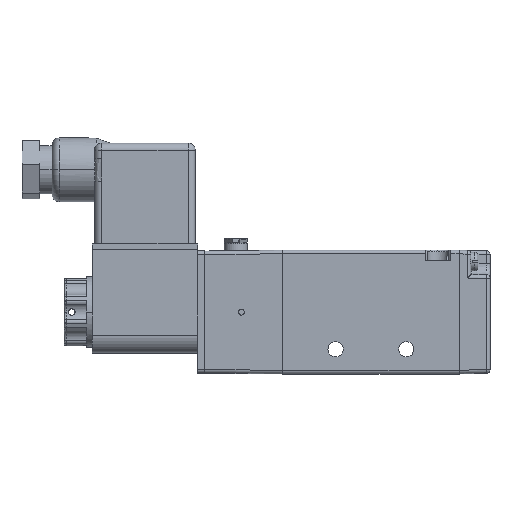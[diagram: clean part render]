
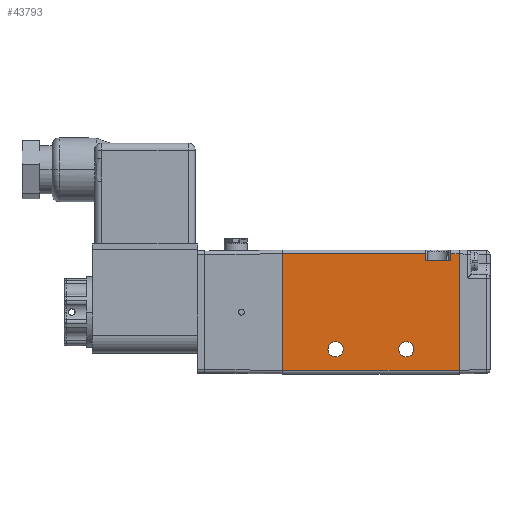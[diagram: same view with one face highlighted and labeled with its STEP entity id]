
A CAD part, top view. The second image highlights one B-rep face of the part: STEP entity #43793.
In plain terms, the highlighted planar face has unit normal (0, 0, 1).
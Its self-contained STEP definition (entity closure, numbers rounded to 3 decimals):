
#281 = AXIS2_PLACEMENT_3D ( 'NONE', #66540, #78959, #72046 ) ;
#1580 = EDGE_CURVE ( 'NONE', #28227, #57372, #51346, .T. ) ;
#2012 = CARTESIAN_POINT ( 'NONE',  ( 15., -10.5, 11. ) ) ;
#2268 = AXIS2_PLACEMENT_3D ( 'NONE', #79187, #39589, #13647 ) ;
#2804 = EDGE_LOOP ( 'NONE', ( #81941, #68183 ) ) ;
#3640 = EDGE_CURVE ( 'NONE', #55360, #35063, #15986, .T. ) ;
#4112 = FACE_OUTER_BOUND ( 'NONE', #53879, .T. ) ;
#4803 = CARTESIAN_POINT ( 'NONE',  ( 50., -16.5, 11. ) ) ;
#4918 = VECTOR ( 'NONE', #30074, 1000. ) ;
#5416 = CARTESIAN_POINT ( 'NONE',  ( 12.85, -10.5, 11. ) ) ;
#6004 = ORIENTED_EDGE ( 'NONE', *, *, #24805, .T. ) ;
#7279 = ORIENTED_EDGE ( 'NONE', *, *, #1580, .T. ) ;
#7919 = LINE ( 'NONE', #28020, #58550 ) ;
#10062 = CARTESIAN_POINT ( 'NONE',  ( 37.15, -10.5, 11. ) ) ;
#11394 = DIRECTION ( 'NONE',  ( 0., -1., 0. ) ) ;
#12361 = VERTEX_POINT ( 'NONE', #10062 ) ;
#12755 = LINE ( 'NONE', #50882, #59204 ) ;
#13428 = EDGE_CURVE ( 'NONE', #30126, #58926, #82230, .T. ) ;
#13430 = EDGE_LOOP ( 'NONE', ( #6004, #44031 ) ) ;
#13647 = DIRECTION ( 'NONE',  ( -1., 0., 0. ) ) ;
#13676 = DIRECTION ( 'NONE',  ( 0., 0., -1. ) ) ;
#14489 = CARTESIAN_POINT ( 'NONE',  ( 17.15, -10.5, 11. ) ) ;
#15055 = DIRECTION ( 'NONE',  ( -1., 0., 0. ) ) ;
#15185 = CARTESIAN_POINT ( 'NONE',  ( 47.5, 16.5, 11. ) ) ;
#15986 = CIRCLE ( 'NONE', #18121, 2.15 ) ;
#17256 = DIRECTION ( 'NONE',  ( 0., 1., 0. ) ) ;
#18121 = AXIS2_PLACEMENT_3D ( 'NONE', #2012, #35381, #47807 ) ;
#18701 = AXIS2_PLACEMENT_3D ( 'NONE', #59312, #13676, #65679 ) ;
#20790 = CARTESIAN_POINT ( 'NONE',  ( 35., -10.5, 11. ) ) ;
#20897 = CARTESIAN_POINT ( 'NONE',  ( 47.5, 14.5, 11. ) ) ;
#22271 = ORIENTED_EDGE ( 'NONE', *, *, #13428, .T. ) ;
#22390 = CIRCLE ( 'NONE', #38725, 2.15 ) ;
#23344 = CIRCLE ( 'NONE', #281, 2.15 ) ;
#24117 = VERTEX_POINT ( 'NONE', #77991 ) ;
#24805 = EDGE_CURVE ( 'NONE', #54144, #12361, #22390, .T. ) ;
#25768 = CARTESIAN_POINT ( 'NONE',  ( 0., -16.5, 11. ) ) ;
#28020 = CARTESIAN_POINT ( 'NONE',  ( 50., -16.5, 11. ) ) ;
#28227 = VERTEX_POINT ( 'NONE', #15185 ) ;
#30074 = DIRECTION ( 'NONE',  ( 0., -1., 0. ) ) ;
#30126 = VERTEX_POINT ( 'NONE', #69984 ) ;
#31085 = CARTESIAN_POINT ( 'NONE',  ( 40.5, -16.5, 11. ) ) ;
#31814 = CARTESIAN_POINT ( 'NONE',  ( 50., 16.5, 11. ) ) ;
#32938 = DIRECTION ( 'NONE',  ( -1., 0., 0. ) ) ;
#33147 = DIRECTION ( 'NONE',  ( 1., 0., 0. ) ) ;
#33716 = EDGE_CURVE ( 'NONE', #24117, #28227, #64132, .T. ) ;
#35063 = VERTEX_POINT ( 'NONE', #14489 ) ;
#35381 = DIRECTION ( 'NONE',  ( 0., 0., -1. ) ) ;
#38725 = AXIS2_PLACEMENT_3D ( 'NONE', #20790, #53432, #80594 ) ;
#39153 = FACE_BOUND ( 'NONE', #13430, .T. ) ;
#39589 = DIRECTION ( 'NONE',  ( 0., 0., -1. ) ) ;
#40871 = DIRECTION ( 'NONE',  ( 0., -1., 0. ) ) ;
#41245 = FACE_BOUND ( 'NONE', #2804, .T. ) ;
#43446 = LINE ( 'NONE', #60040, #63132 ) ;
#43681 = VERTEX_POINT ( 'NONE', #25768 ) ;
#43793 = ADVANCED_FACE ( 'NONE', ( #41245, #39153, #4112 ), #65930, .F. ) ;
#44031 = ORIENTED_EDGE ( 'NONE', *, *, #60244, .T. ) ;
#45441 = VECTOR ( 'NONE', #32938, 1000. ) ;
#46887 = EDGE_CURVE ( 'NONE', #35063, #55360, #23344, .T. ) ;
#47568 = ORIENTED_EDGE ( 'NONE', *, *, #68751, .F. ) ;
#47807 = DIRECTION ( 'NONE',  ( -1., 0., 0. ) ) ;
#49438 = CARTESIAN_POINT ( 'NONE',  ( 50., 16.5, 11. ) ) ;
#50882 = CARTESIAN_POINT ( 'NONE',  ( 50., -16.5, 11. ) ) ;
#51346 = LINE ( 'NONE', #69705, #4918 ) ;
#53105 = CARTESIAN_POINT ( 'NONE',  ( 40.5, 16.5, 11. ) ) ;
#53432 = DIRECTION ( 'NONE',  ( 0., 0., -1. ) ) ;
#53879 = EDGE_LOOP ( 'NONE', ( #61877, #7279, #59669, #22271, #82622, #54215, #64046, #47568 ) ) ;
#54144 = VERTEX_POINT ( 'NONE', #79339 ) ;
#54215 = ORIENTED_EDGE ( 'NONE', *, *, #59707, .T. ) ;
#55360 = VERTEX_POINT ( 'NONE', #5416 ) ;
#56782 = VECTOR ( 'NONE', #68828, 1000. ) ;
#57100 = CIRCLE ( 'NONE', #18701, 2.15 ) ;
#57372 = VERTEX_POINT ( 'NONE', #20897 ) ;
#57659 = VERTEX_POINT ( 'NONE', #70570 ) ;
#58550 = VECTOR ( 'NONE', #15055, 1000. ) ;
#58926 = VERTEX_POINT ( 'NONE', #53105 ) ;
#59204 = VECTOR ( 'NONE', #11394, 1000. ) ;
#59312 = CARTESIAN_POINT ( 'NONE',  ( 35., -10.5, 11. ) ) ;
#59669 = ORIENTED_EDGE ( 'NONE', *, *, #81577, .F. ) ;
#59707 = EDGE_CURVE ( 'NONE', #57659, #43681, #75364, .T. ) ;
#60040 = CARTESIAN_POINT ( 'NONE',  ( 50., 14.5, 11. ) ) ;
#60244 = EDGE_CURVE ( 'NONE', #12361, #54144, #57100, .T. ) ;
#61877 = ORIENTED_EDGE ( 'NONE', *, *, #33716, .T. ) ;
#62628 = VECTOR ( 'NONE', #17256, 1000. ) ;
#63060 = LINE ( 'NONE', #31814, #45441 ) ;
#63132 = VECTOR ( 'NONE', #33147, 1000. ) ;
#64046 = ORIENTED_EDGE ( 'NONE', *, *, #74592, .F. ) ;
#64132 = LINE ( 'NONE', #49438, #56782 ) ;
#65679 = DIRECTION ( 'NONE',  ( -1., 0., 0. ) ) ;
#65930 = PLANE ( 'NONE',  #2268 ) ;
#66540 = CARTESIAN_POINT ( 'NONE',  ( 15., -10.5, 11. ) ) ;
#67750 = CARTESIAN_POINT ( 'NONE',  ( 0., -16.5, 11. ) ) ;
#68183 = ORIENTED_EDGE ( 'NONE', *, *, #46887, .T. ) ;
#68751 = EDGE_CURVE ( 'NONE', #24117, #79809, #12755, .T. ) ;
#68828 = DIRECTION ( 'NONE',  ( -1., 0., 0. ) ) ;
#69705 = CARTESIAN_POINT ( 'NONE',  ( 47.5, -16.5, 11. ) ) ;
#69984 = CARTESIAN_POINT ( 'NONE',  ( 40.5, 14.5, 11. ) ) ;
#70570 = CARTESIAN_POINT ( 'NONE',  ( 0., 16.5, 11. ) ) ;
#72046 = DIRECTION ( 'NONE',  ( -1., 0., 0. ) ) ;
#74592 = EDGE_CURVE ( 'NONE', #79809, #43681, #7919, .T. ) ;
#75364 = LINE ( 'NONE', #67750, #77433 ) ;
#77433 = VECTOR ( 'NONE', #40871, 1000. ) ;
#77991 = CARTESIAN_POINT ( 'NONE',  ( 50., 16.5, 11. ) ) ;
#78959 = DIRECTION ( 'NONE',  ( 0., 0., -1. ) ) ;
#79187 = CARTESIAN_POINT ( 'NONE',  ( 50., -16.5, 11. ) ) ;
#79339 = CARTESIAN_POINT ( 'NONE',  ( 32.85, -10.5, 11. ) ) ;
#79809 = VERTEX_POINT ( 'NONE', #4803 ) ;
#80594 = DIRECTION ( 'NONE',  ( -1., 0., 0. ) ) ;
#81577 = EDGE_CURVE ( 'NONE', #30126, #57372, #43446, .T. ) ;
#81941 = ORIENTED_EDGE ( 'NONE', *, *, #3640, .T. ) ;
#82230 = LINE ( 'NONE', #31085, #62628 ) ;
#82509 = EDGE_CURVE ( 'NONE', #58926, #57659, #63060, .T. ) ;
#82622 = ORIENTED_EDGE ( 'NONE', *, *, #82509, .T. ) ;
